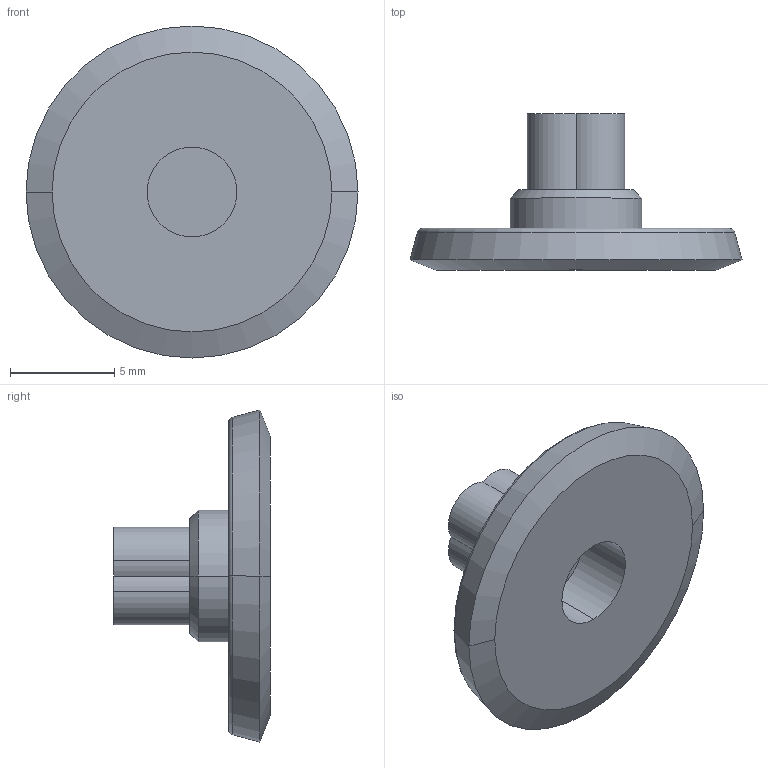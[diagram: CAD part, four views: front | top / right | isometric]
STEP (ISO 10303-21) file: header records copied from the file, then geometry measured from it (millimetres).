
FILE_DESCRIPTION (( 'STEP AP214' ), '1' );
FILE_NAME ('roundStem10.STEP', '2024-11-14T16:55:38', ( '' ), ( '' ), 'SwSTEP 2.0', 'SolidWorks 2023', '' );
FILE_SCHEMA (( 'AUTOMOTIVE_DESIGN' ));
Length unit declared in the file: millimetre
Products named in the file (1): roundStem10
Bounding box: 15.9 x 7.5 x 15.9 mm (x, y, z)
Volume: 308.3 mm3; surface area: 642.2 mm2
Topology: 1 solids, 1 shells, 38 faces, 106 edges, 66 vertices
Faces by surface type: plane 14, cone 10, cylinder 10, torus 4
Entity records: 1275 total; most frequent: DIRECTION 242, ORIENTED_EDGE 212, CARTESIAN_POINT 211, EDGE_CURVE 106, AXIS2_PLACEMENT_3D 97, VERTEX_POINT 66, CIRCLE 58, VECTOR 48
